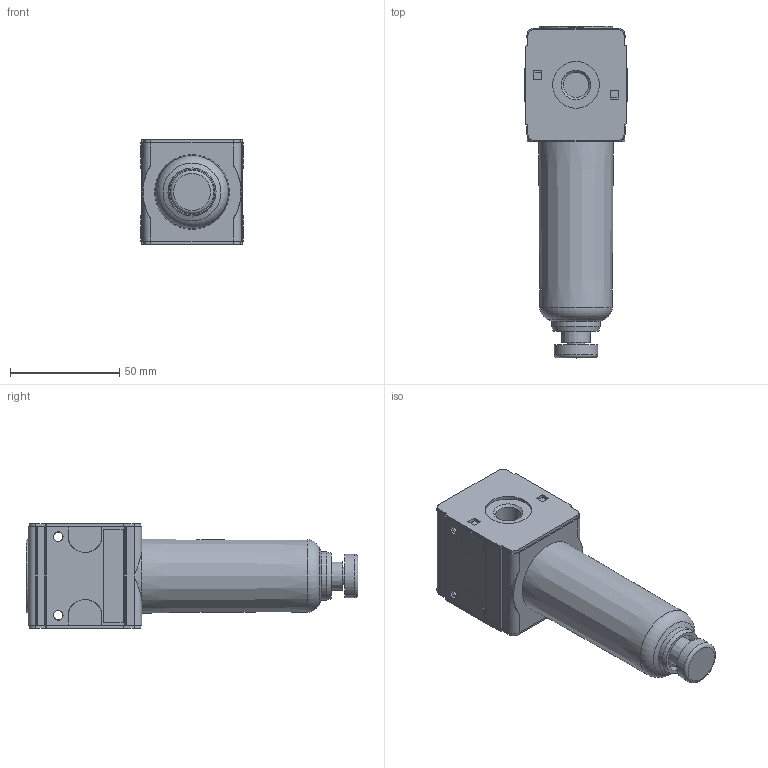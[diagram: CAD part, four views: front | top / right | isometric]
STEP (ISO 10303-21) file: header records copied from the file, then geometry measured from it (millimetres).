
FILE_DESCRIPTION((''),'2;1');
FILE_NAME('F.11.stp','2010-03-10T13:50:15',('DDruske'),(''),'Autodesk Inventor 2009','Autodesk Inventor 2009','');
FILE_SCHEMA(('AUTOMOTIVE_DESIGN { 1 0 10303 214 1 1 1 1 }'));
Length unit declared in the file: millimetre
Products named in the file (1): Bauteil9
Bounding box: 47 x 152.1 x 47.8 mm (x, y, z)
Volume: 165422 mm3; surface area: 42307.4 mm2
Topology: 1 solids, 3 shells, 340 faces, 907 edges, 584 vertices
Faces by surface type: plane 210, bspline 64, cylinder 51, cone 11, torus 2, sphere 2
Full cylindrical faces by diameter (mm): 5.2 x2, 8 x1, 15.7 x1, 19.2 x1, 20 x1, 21.2 x1, 21.4 x2, 22 x1, 23.1 x1, 33.5 x1
Entity records: 10791 total; most frequent: CARTESIAN_POINT 2187, ORIENTED_EDGE 1738, DIRECTION 1546, EDGE_CURVE 869, VECTOR 722, LINE 722, VERTEX_POINT 579, AXIS2_PLACEMENT_3D 412
